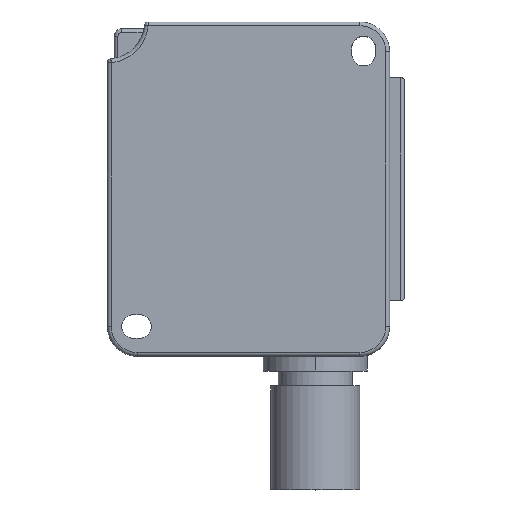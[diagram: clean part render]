
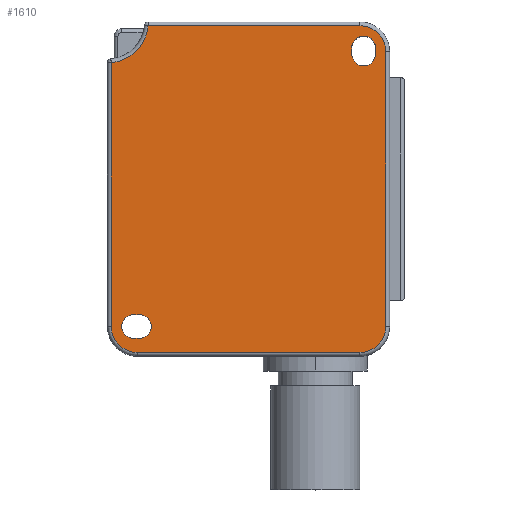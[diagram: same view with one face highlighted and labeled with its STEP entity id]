
A CAD part, top view. The second image highlights one B-rep face of the part: STEP entity #1610.
In plain terms, the highlighted planar face has unit normal (0, 0, 1).
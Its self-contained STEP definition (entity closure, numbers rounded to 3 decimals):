
#205=DIRECTION('',(0.,-1.,0.));
#206=VECTOR('',#205,0.8);
#207=CARTESIAN_POINT('',(13.9,19.,9.));
#208=LINE('',#207,#206);
#212=CARTESIAN_POINT('',(15.5,18.2,9.));
#213=DIRECTION('',(0.,0.,1.));
#214=DIRECTION('',(-1.,0.,0.));
#215=AXIS2_PLACEMENT_3D('',#212,#213,#214);
#220=DIRECTION('',(0.,1.,0.));
#221=VECTOR('',#220,0.8);
#222=CARTESIAN_POINT('',(17.1,18.2,9.));
#223=LINE('',#222,#221);
#227=CARTESIAN_POINT('',(15.5,19.,9.));
#228=DIRECTION('',(0.,0.,1.));
#229=DIRECTION('',(1.,0.,0.));
#230=AXIS2_PLACEMENT_3D('',#227,#228,#229);
#235=DIRECTION('',(-1.,0.,0.));
#236=VECTOR('',#235,0.8);
#237=CARTESIAN_POINT('',(-14.7,-16.9,9.));
#238=LINE('',#237,#236);
#242=CARTESIAN_POINT('',(-15.5,-18.5,9.));
#243=DIRECTION('',(0.,0.,1.));
#244=DIRECTION('',(0.,1.,0.));
#245=AXIS2_PLACEMENT_3D('',#242,#243,#244);
#250=DIRECTION('',(1.,0.,0.));
#251=VECTOR('',#250,0.8);
#252=CARTESIAN_POINT('',(-15.5,-20.1,9.));
#253=LINE('',#252,#251);
#257=CARTESIAN_POINT('',(-14.7,-18.5,9.));
#258=DIRECTION('',(0.,0.,1.));
#259=DIRECTION('',(0.,-1.,0.));
#260=AXIS2_PLACEMENT_3D('',#257,#258,#259);
#265=DIRECTION('',(0.,-1.,0.));
#266=VECTOR('',#265,35.523);
#267=CARTESIAN_POINT('',(-18.5,17.023,9.));
#268=LINE('',#267,#266);
#272=CARTESIAN_POINT('',(-19.,22.5,9.));
#273=DIRECTION('',(0.,0.,-1.));
#274=DIRECTION('',(0.996,-0.091,0.));
#275=AXIS2_PLACEMENT_3D('',#272,#273,#274);
#280=DIRECTION('',(-1.,0.,0.));
#281=VECTOR('',#280,28.523);
#282=CARTESIAN_POINT('',(15.,22.,9.));
#283=LINE('',#282,#281);
#287=CARTESIAN_POINT('',(15.,18.5,9.));
#288=DIRECTION('',(0.,0.,1.));
#289=DIRECTION('',(1.,0.,0.));
#290=AXIS2_PLACEMENT_3D('',#287,#288,#289);
#295=DIRECTION('',(0.,1.,0.));
#296=VECTOR('',#295,37.);
#297=CARTESIAN_POINT('',(18.5,-18.5,9.));
#298=LINE('',#297,#296);
#302=CARTESIAN_POINT('',(15.,-18.5,9.));
#303=DIRECTION('',(0.,0.,1.));
#304=DIRECTION('',(0.,-1.,0.));
#305=AXIS2_PLACEMENT_3D('',#302,#303,#304);
#310=DIRECTION('',(1.,0.,0.));
#311=VECTOR('',#310,30.);
#312=CARTESIAN_POINT('',(-15.,-22.,9.));
#313=LINE('',#312,#311);
#317=CARTESIAN_POINT('',(-15.,-18.5,9.));
#318=DIRECTION('',(0.,0.,1.));
#319=DIRECTION('',(-1.,0.,0.));
#320=AXIS2_PLACEMENT_3D('',#317,#318,#319);
#1291=CARTESIAN_POINT('',(13.9,19.,9.));
#1292=CARTESIAN_POINT('',(13.9,18.2,9.));
#1293=VERTEX_POINT('',#1291);
#1294=VERTEX_POINT('',#1292);
#1295=CARTESIAN_POINT('',(17.1,18.2,9.));
#1296=VERTEX_POINT('',#1295);
#1297=CARTESIAN_POINT('',(17.1,19.,9.));
#1298=VERTEX_POINT('',#1297);
#1307=CARTESIAN_POINT('',(-14.7,-16.9,9.));
#1308=CARTESIAN_POINT('',(-15.5,-16.9,9.));
#1309=VERTEX_POINT('',#1307);
#1310=VERTEX_POINT('',#1308);
#1311=CARTESIAN_POINT('',(-15.5,-20.1,9.));
#1312=VERTEX_POINT('',#1311);
#1313=CARTESIAN_POINT('',(-14.7,-20.1,9.));
#1314=VERTEX_POINT('',#1313);
#1347=CARTESIAN_POINT('',(-13.523,22.,9.));
#1349=VERTEX_POINT('',#1347);
#1393=CARTESIAN_POINT('',(-18.5,17.023,9.));
#1394=VERTEX_POINT('',#1393);
#1395=CARTESIAN_POINT('',(-18.5,-18.5,9.));
#1396=VERTEX_POINT('',#1395);
#1399=CARTESIAN_POINT('',(-15.,-22.,9.));
#1400=VERTEX_POINT('',#1399);
#1403=CARTESIAN_POINT('',(15.,-22.,9.));
#1404=VERTEX_POINT('',#1403);
#1407=CARTESIAN_POINT('',(18.5,-18.5,9.));
#1408=VERTEX_POINT('',#1407);
#1411=CARTESIAN_POINT('',(18.5,18.5,9.));
#1412=VERTEX_POINT('',#1411);
#1415=CARTESIAN_POINT('',(15.,22.,9.));
#1416=VERTEX_POINT('',#1415);
#1571=CARTESIAN_POINT('',(0.,0.,9.));
#1572=DIRECTION('',(0.,0.,1.));
#1573=DIRECTION('',(1.,0.,0.));
#1574=AXIS2_PLACEMENT_3D('',#1571,#1572,#1573);
#1575=PLANE('',#1574);
#1577=ORIENTED_EDGE('',*,*,#1576,.F.);
#1579=ORIENTED_EDGE('',*,*,#1578,.F.);
#1581=ORIENTED_EDGE('',*,*,#1580,.F.);
#1583=ORIENTED_EDGE('',*,*,#1582,.F.);
#1585=ORIENTED_EDGE('',*,*,#1584,.F.);
#1587=ORIENTED_EDGE('',*,*,#1586,.F.);
#1589=ORIENTED_EDGE('',*,*,#1588,.F.);
#1591=ORIENTED_EDGE('',*,*,#1590,.F.);
#1592=EDGE_LOOP('',(#1577,#1579,#1581,#1583,#1585,#1587,#1589,#1591));
#1593=FACE_OUTER_BOUND('',#1592,.F.);
#1594=ORIENTED_EDGE('',*,*,#1523,.T.);
#1595=ORIENTED_EDGE('',*,*,#1538,.T.);
#1596=ORIENTED_EDGE('',*,*,#1552,.T.);
#1597=ORIENTED_EDGE('',*,*,#1565,.T.);
#1598=EDGE_LOOP('',(#1594,#1595,#1596,#1597));
#1599=FACE_BOUND('',#1598,.F.);
#1601=ORIENTED_EDGE('',*,*,#1600,.T.);
#1603=ORIENTED_EDGE('',*,*,#1602,.T.);
#1605=ORIENTED_EDGE('',*,*,#1604,.T.);
#1607=ORIENTED_EDGE('',*,*,#1606,.T.);
#1608=EDGE_LOOP('',(#1601,#1603,#1605,#1607));
#1609=FACE_BOUND('',#1608,.F.);
#1610=ADVANCED_FACE('',(#1593,#1599,#1609),#1575,.T.);
#216=CIRCLE('',#215,1.6);
#231=CIRCLE('',#230,1.6);
#246=CIRCLE('',#245,1.6);
#261=CIRCLE('',#260,1.6);
#276=CIRCLE('',#275,5.5);
#291=CIRCLE('',#290,3.5);
#306=CIRCLE('',#305,3.5);
#321=CIRCLE('',#320,3.5);
#1523=EDGE_CURVE('',#1293,#1294,#208,.T.);
#1538=EDGE_CURVE('',#1294,#1296,#216,.T.);
#1552=EDGE_CURVE('',#1296,#1298,#223,.T.);
#1565=EDGE_CURVE('',#1298,#1293,#231,.T.);
#1576=EDGE_CURVE('',#1394,#1396,#268,.T.);
#1578=EDGE_CURVE('',#1349,#1394,#276,.T.);
#1580=EDGE_CURVE('',#1416,#1349,#283,.T.);
#1582=EDGE_CURVE('',#1412,#1416,#291,.T.);
#1584=EDGE_CURVE('',#1408,#1412,#298,.T.);
#1586=EDGE_CURVE('',#1404,#1408,#306,.T.);
#1588=EDGE_CURVE('',#1400,#1404,#313,.T.);
#1590=EDGE_CURVE('',#1396,#1400,#321,.T.);
#1600=EDGE_CURVE('',#1309,#1310,#238,.T.);
#1602=EDGE_CURVE('',#1310,#1312,#246,.T.);
#1604=EDGE_CURVE('',#1312,#1314,#253,.T.);
#1606=EDGE_CURVE('',#1314,#1309,#261,.T.);
